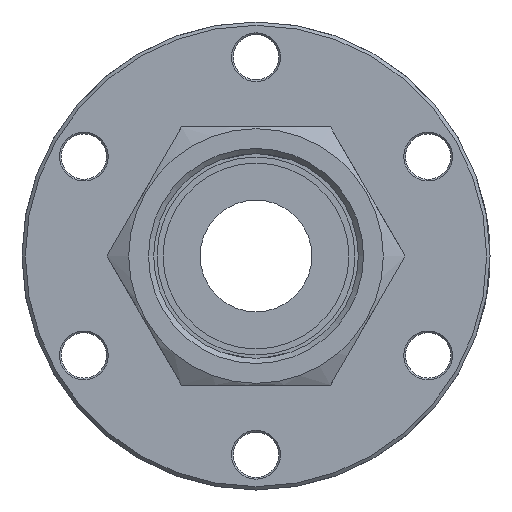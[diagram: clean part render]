
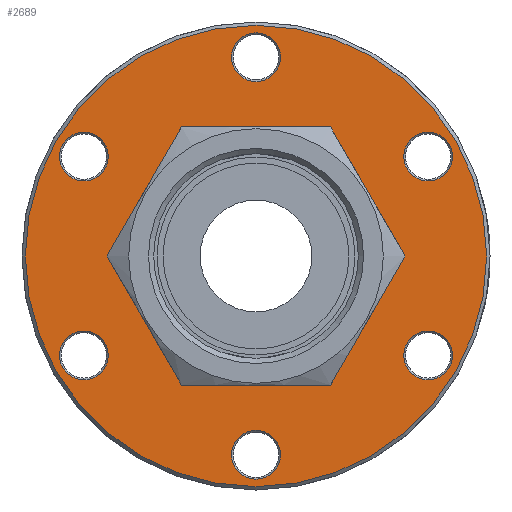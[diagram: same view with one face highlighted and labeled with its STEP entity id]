
A CAD part, front view. The second image highlights one B-rep face of the part: STEP entity #2689.
In plain terms, the highlighted planar face has unit normal (0, -1, 0).
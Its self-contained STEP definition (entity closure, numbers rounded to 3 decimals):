
#226=FACE_BOUND('',#506,.T.);
#227=FACE_BOUND('',#507,.T.);
#228=FACE_BOUND('',#508,.T.);
#229=FACE_BOUND('',#509,.T.);
#230=FACE_BOUND('',#510,.T.);
#231=FACE_BOUND('',#511,.T.);
#232=FACE_BOUND('',#512,.T.);
#260=PLANE('',#3003);
#346=FACE_OUTER_BOUND('',#505,.T.);
#505=EDGE_LOOP('',(#1835));
#506=EDGE_LOOP('',(#1836));
#507=EDGE_LOOP('',(#1837));
#508=EDGE_LOOP('',(#1838));
#509=EDGE_LOOP('',(#1839));
#510=EDGE_LOOP('',(#1840));
#511=EDGE_LOOP('',(#1841));
#512=EDGE_LOOP('',(#1842));
#1020=CIRCLE('',#2997,9.5);
#1024=CIRCLE('',#3002,34.05);
#1025=CIRCLE('',#3004,3.6);
#1026=CIRCLE('',#3005,3.6);
#1027=CIRCLE('',#3006,3.6);
#1028=CIRCLE('',#3007,3.6);
#1029=CIRCLE('',#3008,3.6);
#1030=CIRCLE('',#3009,3.6);
#1139=VERTEX_POINT('',#3978);
#1143=VERTEX_POINT('',#3988);
#1144=VERTEX_POINT('',#3992);
#1145=VERTEX_POINT('',#3994);
#1146=VERTEX_POINT('',#3996);
#1147=VERTEX_POINT('',#3998);
#1148=VERTEX_POINT('',#4000);
#1149=VERTEX_POINT('',#4002);
#1412=EDGE_CURVE('',#1139,#1139,#1020,.T.);
#1418=EDGE_CURVE('',#1143,#1143,#1024,.T.);
#1419=EDGE_CURVE('',#1144,#1144,#1025,.T.);
#1420=EDGE_CURVE('',#1145,#1145,#1026,.T.);
#1421=EDGE_CURVE('',#1146,#1146,#1027,.T.);
#1422=EDGE_CURVE('',#1147,#1147,#1028,.T.);
#1423=EDGE_CURVE('',#1148,#1148,#1029,.T.);
#1424=EDGE_CURVE('',#1149,#1149,#1030,.T.);
#1835=ORIENTED_EDGE('',*,*,#1418,.F.);
#1836=ORIENTED_EDGE('',*,*,#1412,.T.);
#1837=ORIENTED_EDGE('',*,*,#1419,.F.);
#1838=ORIENTED_EDGE('',*,*,#1420,.F.);
#1839=ORIENTED_EDGE('',*,*,#1421,.F.);
#1840=ORIENTED_EDGE('',*,*,#1422,.F.);
#1841=ORIENTED_EDGE('',*,*,#1423,.F.);
#1842=ORIENTED_EDGE('',*,*,#1424,.F.);
#2689=ADVANCED_FACE('',(#346,#226,#227,#228,#229,#230,#231,#232),#260,.T.);
#2997=AXIS2_PLACEMENT_3D('',#3979,#3273,#3274);
#3002=AXIS2_PLACEMENT_3D('',#3990,#3285,#3286);
#3003=AXIS2_PLACEMENT_3D('',#3991,#3287,#3288);
#3004=AXIS2_PLACEMENT_3D('',#3993,#3289,#3290);
#3005=AXIS2_PLACEMENT_3D('',#3995,#3291,#3292);
#3006=AXIS2_PLACEMENT_3D('',#3997,#3293,#3294);
#3007=AXIS2_PLACEMENT_3D('',#3999,#3295,#3296);
#3008=AXIS2_PLACEMENT_3D('',#4001,#3297,#3298);
#3009=AXIS2_PLACEMENT_3D('',#4003,#3299,#3300);
#3273=DIRECTION('center_axis',(0.,1.,0.));
#3274=DIRECTION('ref_axis',(-1.,0.,0.));
#3285=DIRECTION('center_axis',(0.,1.,0.));
#3286=DIRECTION('ref_axis',(1.,0.,0.));
#3287=DIRECTION('center_axis',(0.,-1.,0.));
#3288=DIRECTION('ref_axis',(0.,0.,-1.));
#3289=DIRECTION('center_axis',(0.,-1.,0.));
#3290=DIRECTION('ref_axis',(0.5,0.,0.866));
#3291=DIRECTION('center_axis',(0.,-1.,0.));
#3292=DIRECTION('ref_axis',(-1.,0.,0.));
#3293=DIRECTION('center_axis',(0.,-1.,0.));
#3294=DIRECTION('ref_axis',(0.5,0.,-0.866));
#3295=DIRECTION('center_axis',(0.,-1.,0.));
#3296=DIRECTION('ref_axis',(1.,0.,0.));
#3297=DIRECTION('center_axis',(0.,-1.,0.));
#3298=DIRECTION('ref_axis',(-0.5,0.,-0.866));
#3299=DIRECTION('center_axis',(0.,-1.,0.));
#3300=DIRECTION('ref_axis',(-0.5,0.,0.866));
#3978=CARTESIAN_POINT('',(9.5,0.,0.));
#3979=CARTESIAN_POINT('Origin',(0.,0.,0.));
#3988=CARTESIAN_POINT('',(-34.05,0.,0.));
#3990=CARTESIAN_POINT('Origin',(0.,0.,0.));
#3991=CARTESIAN_POINT('Origin',(-34.55,0.,0.));
#3992=CARTESIAN_POINT('',(23.618,0.,-17.793));
#3993=CARTESIAN_POINT('Origin',(25.418,0.,-14.675));
#3994=CARTESIAN_POINT('',(3.6,0.,29.35));
#3995=CARTESIAN_POINT('Origin',(0.,0.,29.35));
#3996=CARTESIAN_POINT('',(-27.218,0.,-11.557));
#3997=CARTESIAN_POINT('Origin',(-25.418,0.,-14.675));
#3998=CARTESIAN_POINT('',(-3.6,0.,-29.35));
#3999=CARTESIAN_POINT('Origin',(0.,0.,-29.35));
#4000=CARTESIAN_POINT('',(-23.618,0.,17.793));
#4001=CARTESIAN_POINT('Origin',(-25.418,0.,14.675));
#4002=CARTESIAN_POINT('',(27.218,0.,11.557));
#4003=CARTESIAN_POINT('Origin',(25.418,0.,14.675));
